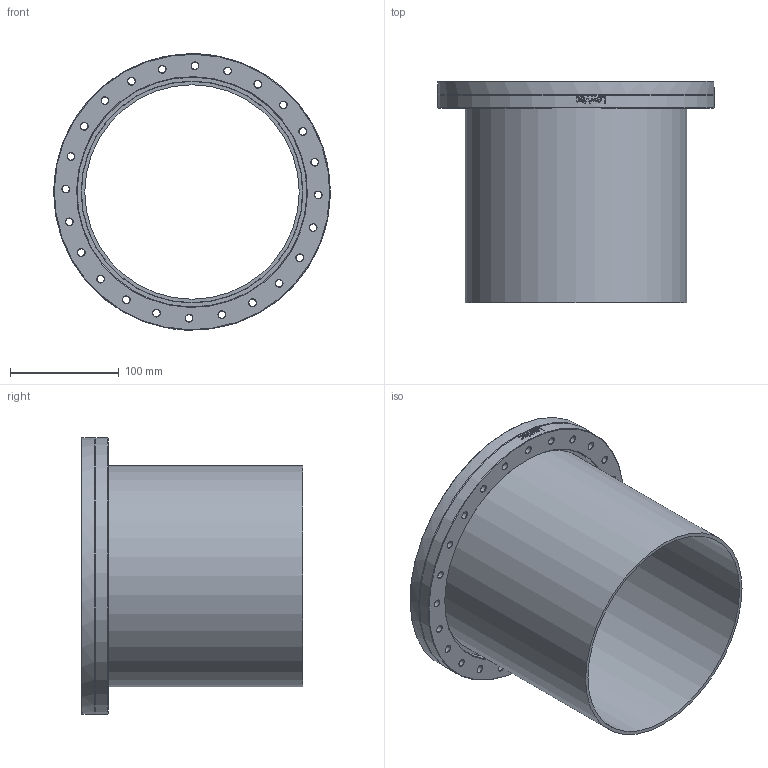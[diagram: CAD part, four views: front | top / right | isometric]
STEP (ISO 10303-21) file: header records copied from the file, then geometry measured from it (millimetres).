
FILE_DESCRIPTION(/* description */ (''),/* implementation_level */ '2;1');
FILE_NAME(/* name */ 'FL-HN200CFRT.stp',/* time_stamp */ '2018-01-24T12:07:19+00:00',/* author */ ('paul'),/* organization */ (''),/* preprocessor_version */ 'ST-DEVELOPER v16.13',/* originating_system */ 'Autodesk Inventor 2018',/* authorisation */ '');
FILE_SCHEMA (('AUTOMOTIVE_DESIGN { 1 0 10303 214 3 1 1 }'));
Length unit declared in the file: millimetre
Products named in the file (4): FL-HN200CFRT; FL-200CFR-203 INNER; Tube; FL-200CFR TAPPED OUTER
Assembly tree (3 placements, depth 2):
  FL-HN200CFRT
    FL-200CFR-203 INNER
    Tube
    FL-200CFR TAPPED OUTER
Bounding box: 253.94 x 203.2 x 253.96 mm (x, y, z)
Volume: 787751.8 mm3; surface area: 357832.1 mm2
Topology: 3 solids, 3 shells, 192 faces, 502 edges, 325 vertices
Faces by surface type: cone 56, bspline 53, cylinder 43, plane 39, torus 1
Full cylindrical faces by diameter (mm): 6.647 x24, 197 x1, 198.5 x1, 203.2 x1, 203.7 x1, 211 x1, 222 x1, 222.2 x1, 254 x2
Entity records: 17241 total; most frequent: CARTESIAN_POINT 12963, ORIENTED_EDGE 780, DIRECTION 773, EDGE_CURVE 390, EDGE_LOOP 341, AXIS2_PLACEMENT_3D 329, VERTEX_POINT 299, FACE_OUTER_BOUND 192
